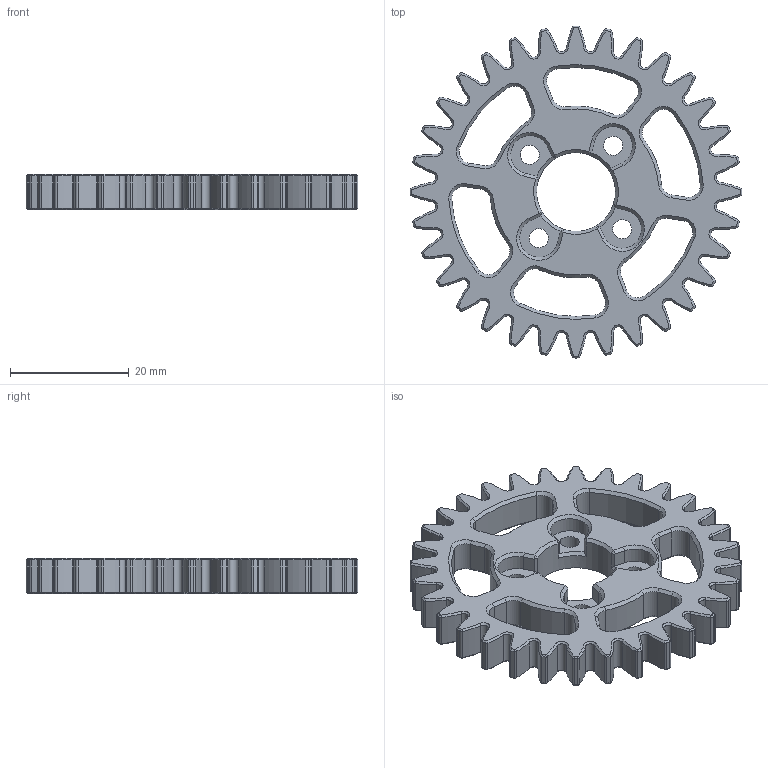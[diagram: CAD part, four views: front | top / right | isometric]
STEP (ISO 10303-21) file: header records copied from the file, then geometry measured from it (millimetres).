
FILE_DESCRIPTION(/* description */ (''),/* implementation_level */ '2;1');
FILE_NAME(/* name */ 'GearBig_0.20mmTolerance_ipt_e1a5b1e9.STEP',/* time_stamp */ '2024-03-27T20:42:13+02:00',/* author */ ('peter'),/* organization */ (''),/* preprocessor_version */ 'ST-DEVELOPER v18.1',/* originating_system */ 'Autodesk Inventor 2021',/* authorisation */ '');
FILE_SCHEMA (('AUTOMOTIVE_DESIGN { 1 0 10303 214 3 1 1 }'));
Length unit declared in the file: millimetre
Products named in the file (1): GearBig_0.20mmTolerance
Bounding box: 56 x 56 x 6 mm (x, y, z)
Volume: 7964.7 mm3; surface area: 6499.5 mm2
Topology: 1 solids, 1 shells, 779 faces, 1819 edges, 1042 vertices
Faces by surface type: cone 468, cylinder 237, plane 74
Full cylindrical faces by diameter (mm): 3.2 x4, 13.3 x1
Entity records: 22101 total; most frequent: DIRECTION 4313, CARTESIAN_POINT 3681, ORIENTED_EDGE 3638, EDGE_CURVE 1819, AXIS2_PLACEMENT_3D 1730, VERTEX_POINT 1042, CIRCLE 950, LINE 853
